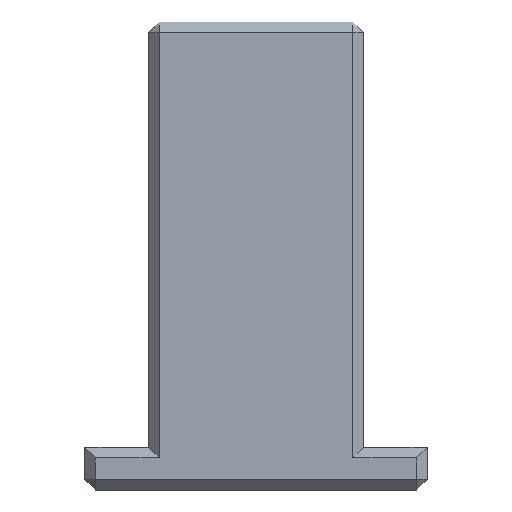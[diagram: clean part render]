
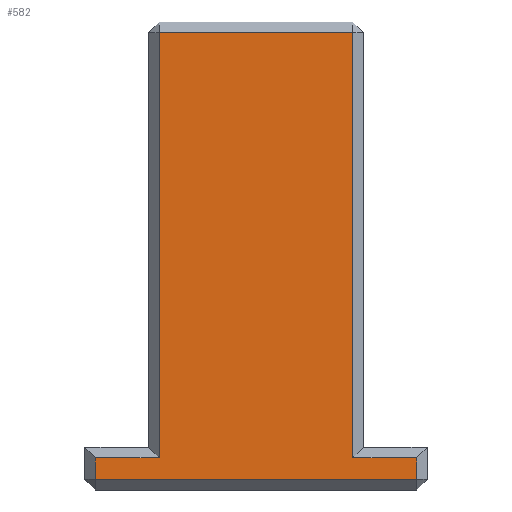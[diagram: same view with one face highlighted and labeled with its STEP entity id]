
A CAD part, top view. The second image highlights one B-rep face of the part: STEP entity #582.
In plain terms, the highlighted planar face has unit normal (0, 0, 1).
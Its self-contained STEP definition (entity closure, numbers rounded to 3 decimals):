
#48=FACE_OUTER_BOUND('',#86,.T.);
#86=EDGE_LOOP('',(#487,#488,#489,#490,#491,#492,#493,#494));
#106=LINE('',#828,#182);
#119=LINE('',#855,#195);
#134=LINE('',#883,#210);
#142=LINE('',#897,#218);
#144=LINE('',#902,#220);
#147=LINE('',#908,#223);
#149=LINE('',#911,#225);
#155=LINE('',#921,#231);
#182=VECTOR('',#668,10.);
#195=VECTOR('',#691,10.);
#210=VECTOR('',#718,10.);
#218=VECTOR('',#732,10.);
#220=VECTOR('',#736,10.);
#223=VECTOR('',#741,10.);
#225=VECTOR('',#745,10.);
#231=VECTOR('',#755,10.);
#250=VERTEX_POINT('',#810);
#255=VERTEX_POINT('',#827);
#257=VERTEX_POINT('',#832);
#264=VERTEX_POINT('',#854);
#270=VERTEX_POINT('',#874);
#273=VERTEX_POINT('',#887);
#276=VERTEX_POINT('',#901);
#278=VERTEX_POINT('',#907);
#298=EDGE_CURVE('',#250,#255,#106,.T.);
#311=EDGE_CURVE('',#255,#264,#119,.T.);
#326=EDGE_CURVE('',#264,#270,#134,.T.);
#334=EDGE_CURVE('',#270,#273,#142,.T.);
#336=EDGE_CURVE('',#273,#276,#144,.T.);
#339=EDGE_CURVE('',#276,#278,#147,.T.);
#341=EDGE_CURVE('',#278,#257,#149,.T.);
#347=EDGE_CURVE('',#257,#250,#155,.T.);
#487=ORIENTED_EDGE('',*,*,#298,.F.);
#488=ORIENTED_EDGE('',*,*,#347,.F.);
#489=ORIENTED_EDGE('',*,*,#341,.F.);
#490=ORIENTED_EDGE('',*,*,#339,.F.);
#491=ORIENTED_EDGE('',*,*,#336,.F.);
#492=ORIENTED_EDGE('',*,*,#334,.F.);
#493=ORIENTED_EDGE('',*,*,#326,.F.);
#494=ORIENTED_EDGE('',*,*,#311,.F.);
#544=PLANE('',#634);
#582=ADVANCED_FACE('',(#48),#544,.F.);
#634=AXIS2_PLACEMENT_3D('',#943,#783,#784);
#668=DIRECTION('',(0.,-1.,0.));
#691=DIRECTION('',(1.,0.,0.));
#718=DIRECTION('',(0.,-1.,0.));
#732=DIRECTION('',(-1.,0.,0.));
#736=DIRECTION('',(0.,1.,0.));
#741=DIRECTION('',(1.,0.,0.));
#745=DIRECTION('',(0.,1.,0.));
#755=DIRECTION('',(1.,0.,0.));
#783=DIRECTION('center_axis',(0.,0.,
-1.));
#784=DIRECTION('ref_axis',(0.,-1.,0.));
#810=CARTESIAN_POINT('',(-5.7,19.5,7.2));
#827=CARTESIAN_POINT('',(-5.7,-0.5,7.2));
#828=CARTESIAN_POINT('',(-5.7,20.,7.2));
#832=CARTESIAN_POINT('',(-14.8,19.5,7.2));
#854=CARTESIAN_POINT('',(-2.7,-0.5,7.2));
#855=CARTESIAN_POINT('',(-10.25,-0.5,7.2));
#874=CARTESIAN_POINT('',(-2.7,-1.5,7.2));
#883=CARTESIAN_POINT('',(-2.7,10.,7.2));
#887=CARTESIAN_POINT('',(-17.8,-1.5,7.2));
#897=CARTESIAN_POINT('',(-8.75,-1.5,7.2));
#901=CARTESIAN_POINT('',(-17.8,-0.5,7.2));
#902=CARTESIAN_POINT('',(-17.8,9.,7.2));
#907=CARTESIAN_POINT('',(-14.8,-0.5,7.2));
#908=CARTESIAN_POINT('',(-16.8,-0.5,7.2));
#911=CARTESIAN_POINT('',(-14.8,10.,7.2));
#921=CARTESIAN_POINT('',(-15.3,19.5,7.2));
#943=CARTESIAN_POINT('Origin',(-15.3,20.,7.2));
